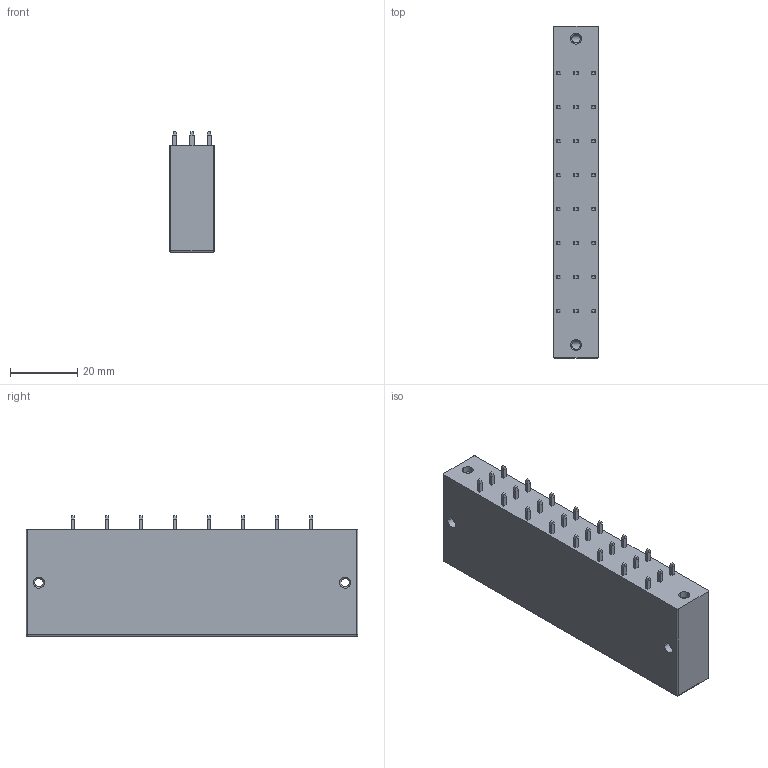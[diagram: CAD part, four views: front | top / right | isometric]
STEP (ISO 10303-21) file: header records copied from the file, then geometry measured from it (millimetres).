
FILE_DESCRIPTION((''),'2;1');
FILE_NAME('TLPHW-800V-XXP-X','2024-09-10T14:21:31',('yanfa'),(''),'CREO PARAMETRIC BY PTC INC, 2018100','CREO PARAMETRIC BY PTC INC, 2018100','');
FILE_SCHEMA(('AUTOMOTIVE_DESIGN { 1 0 10303 214 1 1 1 1 }'));
Length unit declared in the file: millimetre
Products named in the file (1): TLPHW-800V-XXP-X
Bounding box: 13.4 x 99.04 x 36 mm (x, y, z)
Volume: 35050.6 mm3; surface area: 14933.9 mm2
Topology: 1 solids, 1 shells, 484 faces, 1196 edges, 756 vertices
Faces by surface type: plane 338, cylinder 114, cone 20, bspline 8, sphere 4
Entity records: 14556 total; most frequent: CARTESIAN_POINT 3009, ORIENTED_EDGE 2392, DIRECTION 2281, EDGE_CURVE 1196, VECTOR 908, LINE 908, VERTEX_POINT 756, AXIS2_PLACEMENT_3D 685
